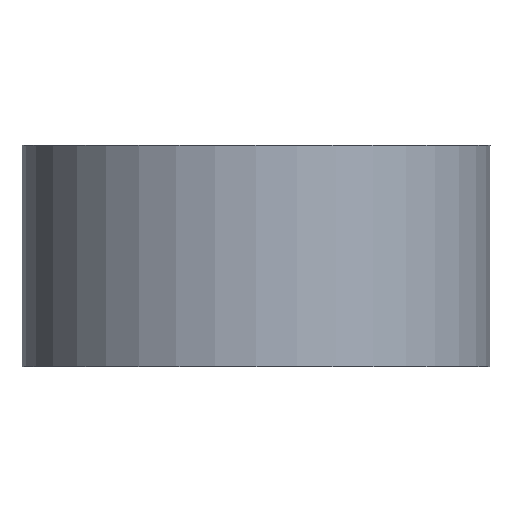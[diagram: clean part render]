
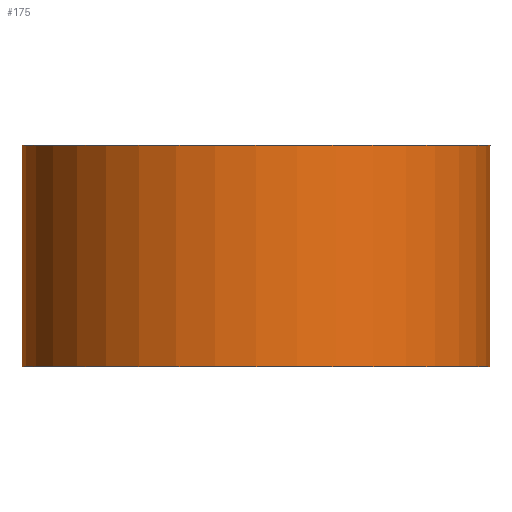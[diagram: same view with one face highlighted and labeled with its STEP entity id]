
A CAD part, front view. The second image highlights one B-rep face of the part: STEP entity #175.
In plain terms, the highlighted cylindrical face has radius 6.35 mm (diameter 12.7 mm), a partial arc.
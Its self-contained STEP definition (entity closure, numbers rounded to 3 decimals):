
#1 = AXIS2_PLACEMENT_3D ( 'NONE', #88, #138, #121 ) ;
#2 = LINE ( 'NONE', #3, #20 ) ;
#3 = CARTESIAN_POINT ( 'NONE',  ( 6.35, 0., 6. ) ) ;
#5 = EDGE_CURVE ( 'NONE', #72, #49, #2, .T. ) ;
#20 = VECTOR ( 'NONE', #151, 1000. ) ;
#24 = ORIENTED_EDGE ( 'NONE', *, *, #69, .T. ) ;
#27 = DIRECTION ( 'NONE',  ( 0., 0., -1. ) ) ;
#28 = CARTESIAN_POINT ( 'NONE',  ( -6.35, 0., 6. ) ) ;
#29 = DIRECTION ( 'NONE',  ( -1., 0., 0. ) ) ;
#40 = CARTESIAN_POINT ( 'NONE',  ( -6.35, 0., 6. ) ) ;
#49 = VERTEX_POINT ( 'NONE', #57 ) ;
#51 = AXIS2_PLACEMENT_3D ( 'NONE', #109, #171, #29 ) ;
#54 = ORIENTED_EDGE ( 'NONE', *, *, #56, .T. ) ;
#56 = EDGE_CURVE ( 'NONE', #178, #49, #115, .T. ) ;
#57 = CARTESIAN_POINT ( 'NONE',  ( 6.35, 0., 0. ) ) ;
#62 = VECTOR ( 'NONE', #27, 1000. ) ;
#69 = EDGE_CURVE ( 'NONE', #72, #201, #135, .T. ) ;
#72 = VERTEX_POINT ( 'NONE', #169 ) ;
#88 = CARTESIAN_POINT ( 'NONE',  ( 0., 0., 0. ) ) ;
#92 = CARTESIAN_POINT ( 'NONE',  ( -6.35, 0., 0. ) ) ;
#97 = EDGE_LOOP ( 'NONE', ( #180, #24, #116, #54 ) ) ;
#101 = EDGE_CURVE ( 'NONE', #201, #178, #120, .T. ) ;
#106 = DIRECTION ( 'NONE',  ( 1., 0., 0. ) ) ;
#109 = CARTESIAN_POINT ( 'NONE',  ( 0., 0., 6. ) ) ;
#115 = CIRCLE ( 'NONE', #1, 6.35 ) ;
#116 = ORIENTED_EDGE ( 'NONE', *, *, #101, .T. ) ;
#120 = LINE ( 'NONE', #40, #62 ) ;
#121 = DIRECTION ( 'NONE',  ( 1., 0., 0. ) ) ;
#123 = FACE_OUTER_BOUND ( 'NONE', #97, .T. ) ;
#135 = CIRCLE ( 'NONE', #186, 6.35 ) ;
#138 = DIRECTION ( 'NONE',  ( 0., 0., 1. ) ) ;
#151 = DIRECTION ( 'NONE',  ( 0., 0., -1. ) ) ;
#169 = CARTESIAN_POINT ( 'NONE',  ( 6.35, 0., 6. ) ) ;
#170 = CARTESIAN_POINT ( 'NONE',  ( 0., 0., 6. ) ) ;
#171 = DIRECTION ( 'NONE',  ( 0., 0., -1. ) ) ;
#175 = ADVANCED_FACE ( 'NONE', ( #123 ), #182, .T. ) ;
#178 = VERTEX_POINT ( 'NONE', #92 ) ;
#180 = ORIENTED_EDGE ( 'NONE', *, *, #5, .F. ) ;
#182 = CYLINDRICAL_SURFACE ( 'NONE', #51, 6.35 ) ;
#186 = AXIS2_PLACEMENT_3D ( 'NONE', #170, #196, #106 ) ;
#196 = DIRECTION ( 'NONE',  ( 0., 0., -1. ) ) ;
#201 = VERTEX_POINT ( 'NONE', #28 ) ;
